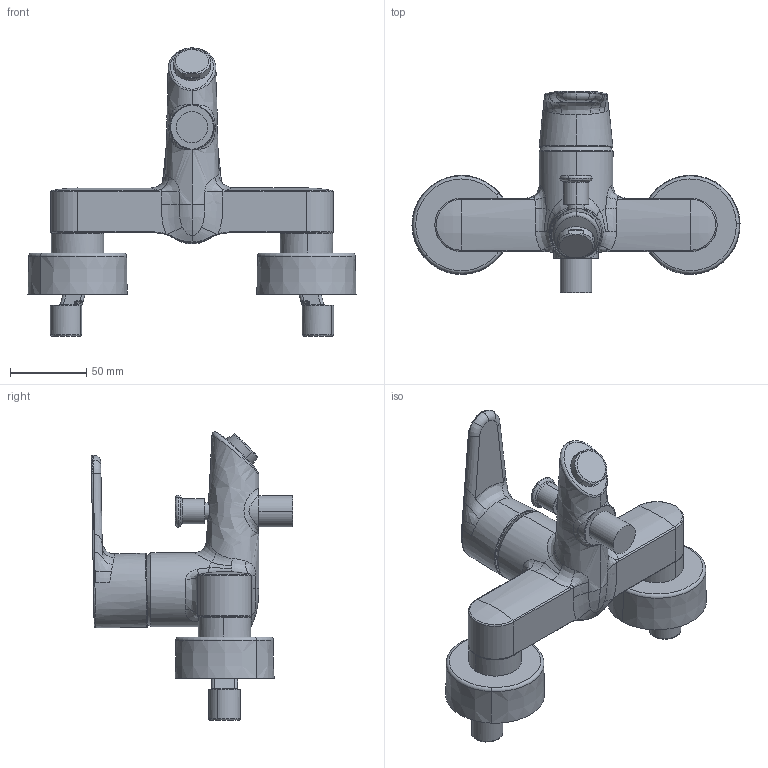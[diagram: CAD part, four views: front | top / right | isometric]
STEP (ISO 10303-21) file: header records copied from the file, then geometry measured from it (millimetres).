
FILE_DESCRIPTION (( 'STEP AP203' ), '1' );
FILE_NAME ('52442263(2022).STEP', '2022-01-28T12:13:53', ( '' ), ( '' ), 'SwSTEP 2.0', 'SolidWorks 2016', '' );
FILE_SCHEMA (( 'CONFIG_CONTROL_DESIGN' ));
Length unit declared in the file: millimetre
Products named in the file (1): 52442263(2022)
Bounding box: 214.98 x 132.15 x 188.93 mm (x, y, z)
Volume: 530009.5 mm3; surface area: 98302.6 mm2
Topology: 1 solids, 1 shells, 389 faces, 946 edges, 566 vertices
Faces by surface type: bspline 171, cylinder 106, plane 71, torus 20, cone 12, sphere 9
Entity records: 29373 total; most frequent: CARTESIAN_POINT 21646, ORIENTED_EDGE 1866, DIRECTION 1132, EDGE_CURVE 933, VERTEX_POINT 565, AXIS2_PLACEMENT_3D 460, B_SPLINE_CURVE_WITH_KNOTS 449, EDGE_LOOP 416
